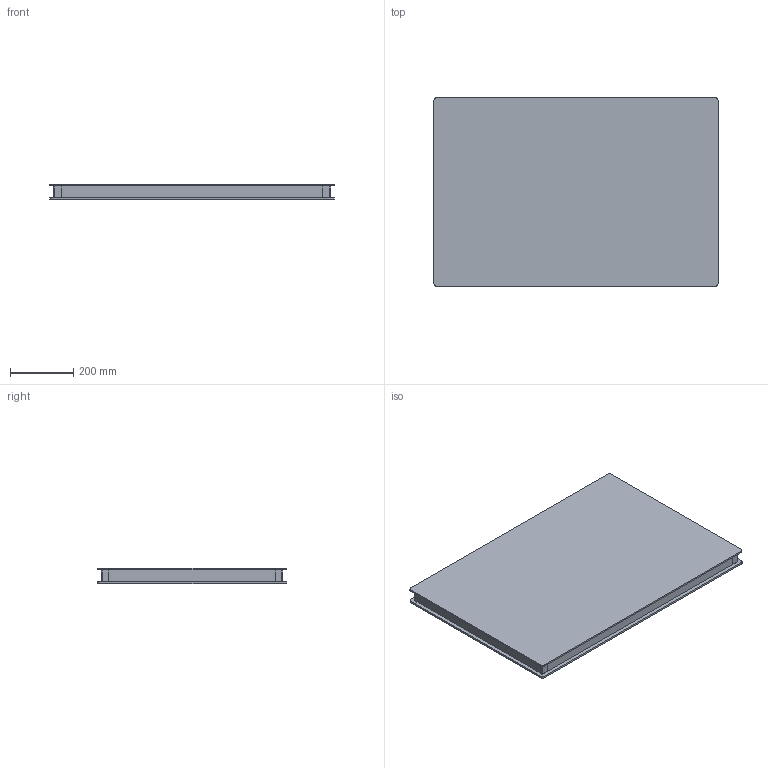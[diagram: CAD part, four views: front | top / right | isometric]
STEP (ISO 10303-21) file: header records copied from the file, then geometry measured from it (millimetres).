
FILE_DESCRIPTION (( 'STEP AP203' ), '1' );
FILE_NAME ('516055.STEP', '2024-06-19T01:03:35', ( '' ), ( '' ), 'SwSTEP 2.0', 'SolidWorks 2020', '' );
FILE_SCHEMA (( 'CONFIG_CONTROL_DESIGN' ));
Length unit declared in the file: millimetre
Products named in the file (1): 516055
Bounding box: 900 x 600 x 50 mm (x, y, z)
Volume: 25412479.7 mm3; surface area: 1384912.6 mm2
Topology: 1 solids, 1 shells, 2304 faces, 4656 edges, 3104 vertices
Faces by surface type: cylinder 1512, plane 792
Entity records: 61841 total; most frequent: DIRECTION 12290, CARTESIAN_POINT 10065, ORIENTED_EDGE 9312, AXIS2_PLACEMENT_3D 5329, EDGE_CURVE 4656, VERTEX_POINT 3104, EDGE_LOOP 3054, CIRCLE 3024
